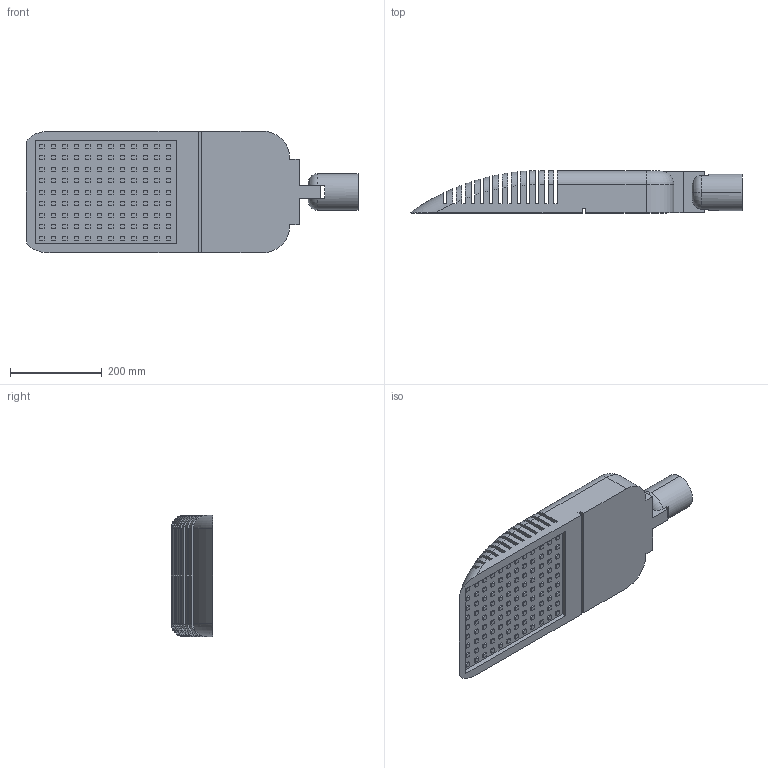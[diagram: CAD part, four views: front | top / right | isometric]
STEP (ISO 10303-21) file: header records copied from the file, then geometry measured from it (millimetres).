
FILE_DESCRIPTION (( 'STEP AP214' ), '1' );
FILE_NAME ('FREGAT LED 110 (W) 4000K.STEP', '2018-07-03T08:49:42', ( '' ), ( '' ), 'SwSTEP 2.0', 'SolidWorks 2013', '' );
FILE_SCHEMA (( 'AUTOMOTIVE_DESIGN' ));
Length unit declared in the file: millimetre
Products named in the file (1): FREGAT LED 110 (W) 4000K
Bounding box: 722 x 91 x 265 mm (x, y, z)
Volume: 9695350.4 mm3; surface area: 872073.1 mm2
Topology: 1 solids, 1 shells, 661 faces, 1645 edges, 1094 vertices
Faces by surface type: plane 611, cylinder 26, torus 24
Entity records: 20629 total; most frequent: CARTESIAN_POINT 4785, ORIENTED_EDGE 3290, DIRECTION 3007, EDGE_CURVE 1645, VECTOR 1515, LINE 1515, VERTEX_POINT 1094, EDGE_LOOP 771
